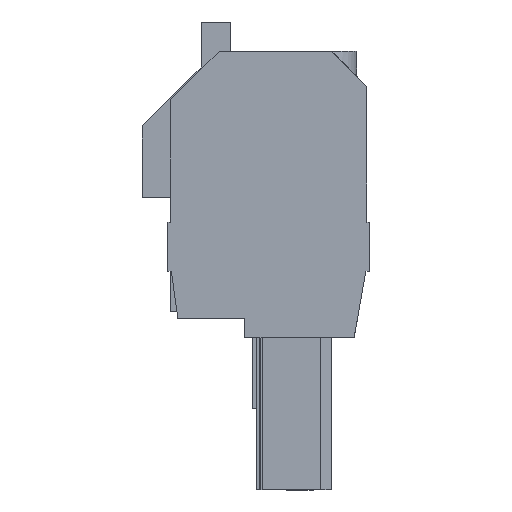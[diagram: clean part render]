
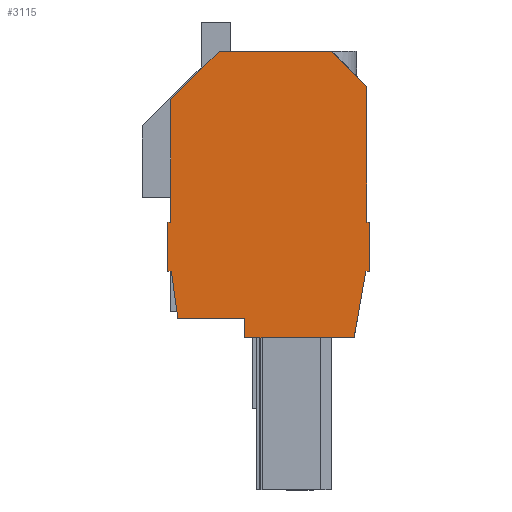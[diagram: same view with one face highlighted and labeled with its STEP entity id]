
A CAD part, left-side view. The second image highlights one B-rep face of the part: STEP entity #3115.
In plain terms, the highlighted planar face has unit normal (-1, 0, 0).
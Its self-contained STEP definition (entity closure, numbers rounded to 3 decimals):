
#3026=AXIS2_PLACEMENT_3D('Plane Axis2P3D',#3023,#3024,#3025) ;
#136=CARTESIAN_POINT('Vertex',(0.,20.3,27.3)) ;
#141=CARTESIAN_POINT('Line Origine',(0.,20.3,33.532)) ;
#145=CARTESIAN_POINT('Vertex',(0.,20.3,39.764)) ;
#304=CARTESIAN_POINT('Vertex',(0.,0.3,27.3)) ;
#579=CARTESIAN_POINT('Vertex',(0.,0.3,41.114)) ;
#582=CARTESIAN_POINT('Line Origine',(0.,0.3,34.207)) ;
#2363=CARTESIAN_POINT('Vertex',(0.,0.404,22.3)) ;
#2366=CARTESIAN_POINT('Line Origine',(0.,1.004,18.9)) ;
#2370=CARTESIAN_POINT('Vertex',(0.,1.603,15.5)) ;
#2421=CARTESIAN_POINT('Vertex',(0.,19.557,17.5)) ;
#2424=CARTESIAN_POINT('Line Origine',(0.,19.895,19.9)) ;
#2428=CARTESIAN_POINT('Vertex',(0.,20.232,22.3)) ;
#2888=CARTESIAN_POINT('Vertex',(0.,3.886,44.7)) ;
#2891=CARTESIAN_POINT('Line Origine',(0.,2.093,42.907)) ;
#3023=CARTESIAN_POINT('Axis2P3D Location',(0.,0.,0.)) ;
#3028=CARTESIAN_POINT('Line Origine',(0.,20.6,24.8)) ;
#3032=CARTESIAN_POINT('Vertex',(0.,20.6,27.3)) ;
#3034=CARTESIAN_POINT('Vertex',(0.,20.6,22.3)) ;
#3037=CARTESIAN_POINT('Line Origine',(0.,20.416,22.3)) ;
#3042=CARTESIAN_POINT('Line Origine',(0.,16.14,17.5)) ;
#3046=CARTESIAN_POINT('Vertex',(0.,12.723,17.5)) ;
#3049=CARTESIAN_POINT('Line Origine',(0.,12.723,16.5)) ;
#3053=CARTESIAN_POINT('Vertex',(0.,12.723,15.5)) ;
#3056=CARTESIAN_POINT('Line Origine',(0.,7.163,15.5)) ;
#3061=CARTESIAN_POINT('Line Origine',(0.,0.202,22.3)) ;
#3065=CARTESIAN_POINT('Vertex',(0.,0.,22.3)) ;
#3068=CARTESIAN_POINT('Line Origine',(0.,0.,24.8)) ;
#3072=CARTESIAN_POINT('Vertex',(0.,0.,27.3)) ;
#3075=CARTESIAN_POINT('Line Origine',(0.,0.15,27.3)) ;
#3080=CARTESIAN_POINT('Line Origine',(0.,9.625,44.7)) ;
#3084=CARTESIAN_POINT('Vertex',(0.,15.364,44.7)) ;
#3087=CARTESIAN_POINT('Line Origine',(0.,17.832,42.232)) ;
#3092=CARTESIAN_POINT('Line Origine',(0.,20.45,27.3)) ;
#142=DIRECTION('Vector Direction',(0.,0.,1.)) ;
#583=DIRECTION('Vector Direction',(0.,0.,-1.)) ;
#2367=DIRECTION('Vector Direction',(0.,0.174,-0.985)) ;
#2425=DIRECTION('Vector Direction',(0.,-0.139,-0.99)) ;
#2892=DIRECTION('Vector Direction',(0.,0.707,0.707)) ;
#3024=DIRECTION('Axis2P3D Direction',(-1.,0.,0.)) ;
#3025=DIRECTION('Axis2P3D XDirection',(0.,0.,1.)) ;
#3029=DIRECTION('Vector Direction',(0.,0.,-1.)) ;
#3038=DIRECTION('Vector Direction',(0.,-1.,0.)) ;
#3043=DIRECTION('Vector Direction',(0.,-1.,0.)) ;
#3050=DIRECTION('Vector Direction',(0.,0.,-1.)) ;
#3057=DIRECTION('Vector Direction',(0.,-1.,0.)) ;
#3062=DIRECTION('Vector Direction',(0.,-1.,0.)) ;
#3069=DIRECTION('Vector Direction',(0.,0.,1.)) ;
#3076=DIRECTION('Vector Direction',(0.,1.,0.)) ;
#3081=DIRECTION('Vector Direction',(0.,1.,0.)) ;
#3088=DIRECTION('Vector Direction',(0.,0.707,-0.707)) ;
#3093=DIRECTION('Vector Direction',(0.,1.,0.)) ;
#143=VECTOR('Line Direction',#142,1.) ;
#584=VECTOR('Line Direction',#583,1.) ;
#2368=VECTOR('Line Direction',#2367,1.) ;
#2426=VECTOR('Line Direction',#2425,1.) ;
#2893=VECTOR('Line Direction',#2892,1.) ;
#3030=VECTOR('Line Direction',#3029,1.) ;
#3039=VECTOR('Line Direction',#3038,1.) ;
#3044=VECTOR('Line Direction',#3043,1.) ;
#3051=VECTOR('Line Direction',#3050,1.) ;
#3058=VECTOR('Line Direction',#3057,1.) ;
#3063=VECTOR('Line Direction',#3062,1.) ;
#3070=VECTOR('Line Direction',#3069,1.) ;
#3077=VECTOR('Line Direction',#3076,1.) ;
#3082=VECTOR('Line Direction',#3081,1.) ;
#3089=VECTOR('Line Direction',#3088,1.) ;
#3094=VECTOR('Line Direction',#3093,1.) ;
#3098=ORIENTED_EDGE('',*,*,#3036,.T.) ;
#3099=ORIENTED_EDGE('',*,*,#3041,.T.) ;
#3100=ORIENTED_EDGE('',*,*,#2430,.T.) ;
#3101=ORIENTED_EDGE('',*,*,#3048,.T.) ;
#3102=ORIENTED_EDGE('',*,*,#3055,.T.) ;
#3103=ORIENTED_EDGE('',*,*,#3060,.T.) ;
#3104=ORIENTED_EDGE('',*,*,#2372,.T.) ;
#3105=ORIENTED_EDGE('',*,*,#3067,.T.) ;
#3106=ORIENTED_EDGE('',*,*,#3074,.T.) ;
#3107=ORIENTED_EDGE('',*,*,#3079,.T.) ;
#3108=ORIENTED_EDGE('',*,*,#586,.T.) ;
#3109=ORIENTED_EDGE('',*,*,#2895,.T.) ;
#3110=ORIENTED_EDGE('',*,*,#3086,.T.) ;
#3111=ORIENTED_EDGE('',*,*,#3091,.T.) ;
#3112=ORIENTED_EDGE('',*,*,#147,.T.) ;
#3113=ORIENTED_EDGE('',*,*,#3096,.T.) ;
#3115=ADVANCED_FACE('housing',(#3114),#3027,.T.) ;
#147=EDGE_CURVE('',#146,#137,#144,.F.) ;
#586=EDGE_CURVE('',#305,#580,#585,.F.) ;
#2372=EDGE_CURVE('',#2371,#2364,#2369,.F.) ;
#2430=EDGE_CURVE('',#2429,#2422,#2427,.T.) ;
#2895=EDGE_CURVE('',#580,#2889,#2894,.T.) ;
#3036=EDGE_CURVE('',#3033,#3035,#3031,.T.) ;
#3041=EDGE_CURVE('',#3035,#2429,#3040,.T.) ;
#3048=EDGE_CURVE('',#2422,#3047,#3045,.T.) ;
#3055=EDGE_CURVE('',#3047,#3054,#3052,.T.) ;
#3060=EDGE_CURVE('',#3054,#2371,#3059,.T.) ;
#3067=EDGE_CURVE('',#2364,#3066,#3064,.T.) ;
#3074=EDGE_CURVE('',#3066,#3073,#3071,.T.) ;
#3079=EDGE_CURVE('',#3073,#305,#3078,.T.) ;
#3086=EDGE_CURVE('',#2889,#3085,#3083,.T.) ;
#3091=EDGE_CURVE('',#3085,#146,#3090,.T.) ;
#3096=EDGE_CURVE('',#137,#3033,#3095,.T.) ;
#3097=EDGE_LOOP('',(#3098,#3099,#3100,#3101,#3102,#3103,#3104,#3105,#3106,#3107,#3108,#3109,#3110,#3111,#3112,#3113)) ;
#3114=FACE_OUTER_BOUND('',#3097,.T.) ;
#144=LINE('Line',#141,#143) ;
#585=LINE('Line',#582,#584) ;
#2369=LINE('Line',#2366,#2368) ;
#2427=LINE('Line',#2424,#2426) ;
#2894=LINE('Line',#2891,#2893) ;
#3031=LINE('Line',#3028,#3030) ;
#3040=LINE('Line',#3037,#3039) ;
#3045=LINE('Line',#3042,#3044) ;
#3052=LINE('Line',#3049,#3051) ;
#3059=LINE('Line',#3056,#3058) ;
#3064=LINE('Line',#3061,#3063) ;
#3071=LINE('Line',#3068,#3070) ;
#3078=LINE('Line',#3075,#3077) ;
#3083=LINE('Line',#3080,#3082) ;
#3090=LINE('Line',#3087,#3089) ;
#3095=LINE('Line',#3092,#3094) ;
#3027=PLANE('',#3026) ;
#137=VERTEX_POINT('',#136) ;
#146=VERTEX_POINT('',#145) ;
#305=VERTEX_POINT('',#304) ;
#580=VERTEX_POINT('',#579) ;
#2364=VERTEX_POINT('',#2363) ;
#2371=VERTEX_POINT('',#2370) ;
#2422=VERTEX_POINT('',#2421) ;
#2429=VERTEX_POINT('',#2428) ;
#2889=VERTEX_POINT('',#2888) ;
#3033=VERTEX_POINT('',#3032) ;
#3035=VERTEX_POINT('',#3034) ;
#3047=VERTEX_POINT('',#3046) ;
#3054=VERTEX_POINT('',#3053) ;
#3066=VERTEX_POINT('',#3065) ;
#3073=VERTEX_POINT('',#3072) ;
#3085=VERTEX_POINT('',#3084) ;
